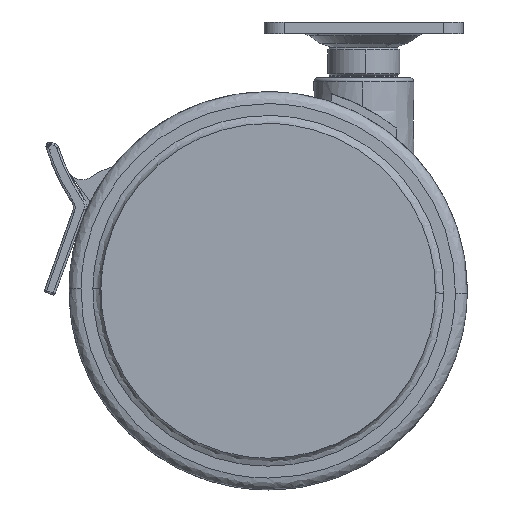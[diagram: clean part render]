
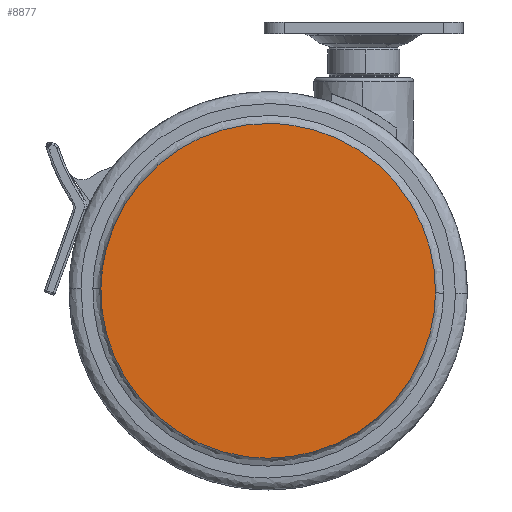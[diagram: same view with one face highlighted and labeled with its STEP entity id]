
A CAD part, front view. The second image highlights one B-rep face of the part: STEP entity #8877.
In plain terms, the highlighted free-form (B-spline) face has degree [1, 1] with [2, 2] control points.
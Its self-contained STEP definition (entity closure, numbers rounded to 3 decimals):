
#8806=CARTESIAN_POINT('',(-70.192,-23.5,-99.696));
#8807=CARTESIAN_POINT('',(-70.192,-23.5,-7.304));
#8808=CARTESIAN_POINT('',(22.192,-23.5,-99.696));
#8809=CARTESIAN_POINT('',(22.192,-23.5,-7.304));
#8810=B_SPLINE_SURFACE_WITH_KNOTS('',1,1,((#8806,#8808),(#8807,#8809)),.UNSPECIFIED.,.F.,.F.,.U.,(2,2),(2,2),(0.0,92.392),(0.0,92.384),.UNSPECIFIED.);
#8811=CARTESIAN_POINT('',(-24.0,-23.5,-95.5));
#8812=VERTEX_POINT('',#8811);
#8813=CARTESIAN_POINT('',(17.997,-23.5,-54.028));
#8814=VERTEX_POINT('',#8813);
#8815=CARTESIAN_POINT('',(-24.0,-23.5,-95.5));
#8816=CARTESIAN_POINT('',(17.476,-23.5,-95.5));
#8817=CARTESIAN_POINT('',(17.997,-23.5,-54.028));
#8825=(BOUNDED_CURVE()B_SPLINE_CURVE(2,(#8815,#8816,#8817),.UNSPECIFIED.,.F.,.U.)B_SPLINE_CURVE_WITH_KNOTS((3,3),(0.0,0.248),.UNSPECIFIED.)CURVE()GEOMETRIC_REPRESENTATION_ITEM()RATIONAL_B_SPLINE_CURVE((1.0,0.71,0.995))REPRESENTATION_ITEM(''));
#8826=EDGE_CURVE('',#8812,#8814,#8825,.T.);
#8827=ORIENTED_EDGE('',*,*,#8826,.T.);
#8828=CARTESIAN_POINT('',(-24.0,-23.5,-11.5));
#8829=VERTEX_POINT('',#8828);
#8830=CARTESIAN_POINT('',(17.997,-23.5,-54.028));
#8831=CARTESIAN_POINT('',(18.,-23.5,-53.764));
#8832=CARTESIAN_POINT('',(18.,-23.5,-53.5));
#8833=CARTESIAN_POINT('',(18.,-23.5,-11.5));
#8834=CARTESIAN_POINT('',(-24.0,-23.5,-11.5));
#8842=(BOUNDED_CURVE()B_SPLINE_CURVE(2,(#8830,#8831,#8832,#8833,#8834),.UNSPECIFIED.,.F.,.U.)B_SPLINE_CURVE_WITH_KNOTS((3,2,3),(0.248,0.25,0.5),.UNSPECIFIED.)CURVE()GEOMETRIC_REPRESENTATION_ITEM()RATIONAL_B_SPLINE_CURVE((0.995,0.997,1.0,0.707,1.0))REPRESENTATION_ITEM(''));
#8843=EDGE_CURVE('',#8814,#8829,#8842,.T.);
#8844=ORIENTED_EDGE('',*,*,#8843,.T.);
#8845=CARTESIAN_POINT('',(-65.997,-23.5,-52.972));
#8846=VERTEX_POINT('',#8845);
#8847=CARTESIAN_POINT('',(-24.0,-23.5,-11.5));
#8848=CARTESIAN_POINT('',(-65.476,-23.5,-11.5));
#8849=CARTESIAN_POINT('',(-65.997,-23.5,-52.972));
#8857=(BOUNDED_CURVE()B_SPLINE_CURVE(2,(#8847,#8848,#8849),.UNSPECIFIED.,.F.,.U.)B_SPLINE_CURVE_WITH_KNOTS((3,3),(0.5,0.748),.UNSPECIFIED.)CURVE()GEOMETRIC_REPRESENTATION_ITEM()RATIONAL_B_SPLINE_CURVE((1.0,0.71,0.995))REPRESENTATION_ITEM(''));
#8858=EDGE_CURVE('',#8829,#8846,#8857,.T.);
#8859=ORIENTED_EDGE('',*,*,#8858,.T.);
#8860=CARTESIAN_POINT('',(-65.997,-23.5,-52.972));
#8861=CARTESIAN_POINT('',(-66.,-23.5,-53.236));
#8862=CARTESIAN_POINT('',(-66.,-23.5,-53.5));
#8863=CARTESIAN_POINT('',(-66.,-23.5,-95.5));
#8864=CARTESIAN_POINT('',(-24.0,-23.5,-95.5));
#8872=(BOUNDED_CURVE()B_SPLINE_CURVE(2,(#8860,#8861,#8862,#8863,#8864),.UNSPECIFIED.,.F.,.U.)B_SPLINE_CURVE_WITH_KNOTS((3,2,3),(0.748,0.75,1.0),.UNSPECIFIED.)CURVE()GEOMETRIC_REPRESENTATION_ITEM()RATIONAL_B_SPLINE_CURVE((0.995,0.997,1.0,0.707,1.0))REPRESENTATION_ITEM(''));
#8873=EDGE_CURVE('',#8846,#8812,#8872,.T.);
#8874=ORIENTED_EDGE('',*,*,#8873,.T.);
#8875=EDGE_LOOP('',(#8827,#8844,#8859,#8874));
#8876=FACE_OUTER_BOUND('',#8875,.T.);
#8877=ADVANCED_FACE('',(#8876),#8810,.F.);
